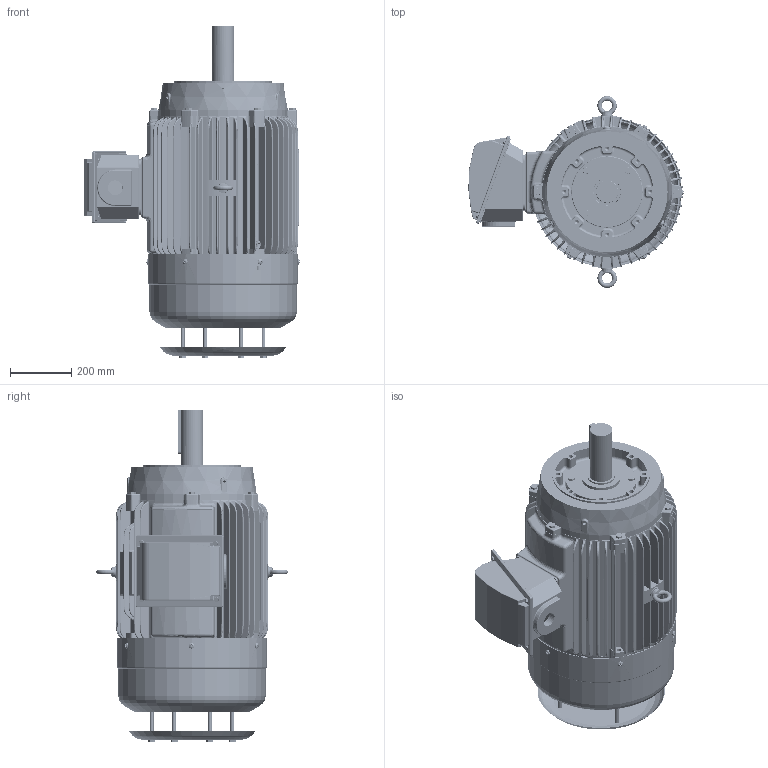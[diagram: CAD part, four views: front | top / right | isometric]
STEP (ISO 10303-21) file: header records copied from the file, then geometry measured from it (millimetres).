
FILE_DESCRIPTION(/* description */ (''),/* implementation_level */ '2;1');
FILE_NAME(/* name */ '404_5_TC总装 _stp.stp',/* time_stamp */ '2022-08-17T09:17:47+08:00',/* author */ (''),/* organization */ (''),/* preprocessor_version */ 'ST-DEVELOPER v16',/* originating_system */ 'SIEMENS PLM Software NX 11.0',/* authorisation */ '');
FILE_SCHEMA (('AP203_CONFIGURATION_CONTROLLED_3D_DESIGN_OF_MECHANICAL_PARTS_AND_ASSEMBLIES_MIM_LF { 1 0 10303 403 2 1 2}'));
Products named in the file (1): 404_5_TC总装 _stp
Bounding box: 700.71 x 623.87 x 1079.92 mm (x, y, z)
Volume: 27105449.6 mm3; surface area: 6056536.4 mm2
Topology: 45 solids, 45 shells, 8871 faces, 22709 edges, 13821 vertices
Faces by surface type: cylinder 3691, bspline 1697, plane 1160, extrusion 943, torus 702, sphere 396, cone 282
Full cylindrical faces by diameter (mm): 5 x4, 6 x5, 6.8 x9, 10 x8, 11.505 x4, 12 x32, 14 x8, 15 x12, 16 x3, 30 x1, 40 x2, 48 x1, 73.025 x1, 88 x1, 88.5 x1, 90 x1, 106.5 x1, 115 x1, 125 x1, 140 x1, 170 x1, 200 x2, 230 x3, 317.5 x1, 366.321 x1, 398 x1, 400 x2, 412 x4, 474.441 x1, 479.022 x1
Entity records: 380983 total; most frequent: CARTESIAN_POINT 193453, ORIENTED_EDGE 43638, DIRECTION 33256, EDGE_CURVE 21819, VERTEX_POINT 13625, AXIS2_PLACEMENT_3D 12815, EDGE_LOOP 10849, ADVANCED_FACE 8871
